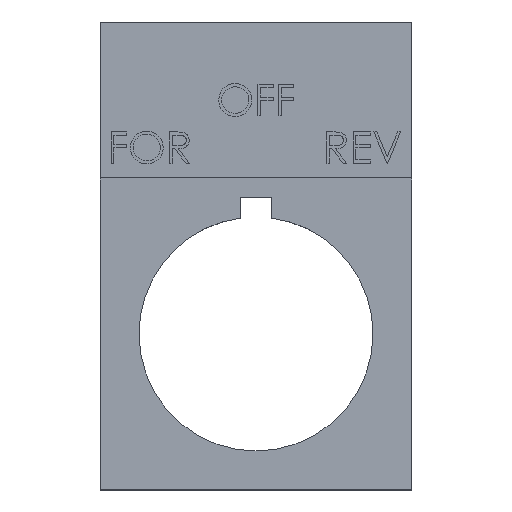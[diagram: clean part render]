
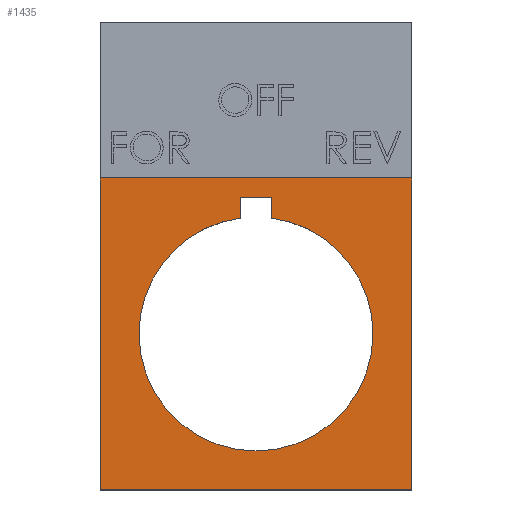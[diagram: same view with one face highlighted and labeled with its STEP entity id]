
A CAD part, top view. The second image highlights one B-rep face of the part: STEP entity #1435.
In plain terms, the highlighted planar face has unit normal (0, 0, 1).
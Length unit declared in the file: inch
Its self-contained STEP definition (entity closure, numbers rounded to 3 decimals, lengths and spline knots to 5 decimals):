
#50 = EDGE_CURVE ( 'NONE', #1251, #6037, #7242, .T. ) ;
#161 = CARTESIAN_POINT ( 'NONE',  ( -0.59055, -0.59055, 0.01969 ) ) ;
#505 = VECTOR ( 'NONE', #5998, 39.37008 ) ;
#585 = DIRECTION ( 'NONE',  ( 0., -1., 0. ) ) ;
#602 = VECTOR ( 'NONE', #2592, 39.37008 ) ;
#658 = VERTEX_POINT ( 'NONE', #5867 ) ;
#725 = CARTESIAN_POINT ( 'NONE',  ( 0., 0., 0.01969 ) ) ;
#851 = CARTESIAN_POINT ( 'NONE',  ( -0.59055, 1.1811, 0.01969 ) ) ;
#858 = VERTEX_POINT ( 'NONE', #6494 ) ;
#875 = DIRECTION ( 'NONE',  ( 1., 0., 0. ) ) ;
#955 = ORIENTED_EDGE ( 'NONE', *, *, #2480, .T. ) ;
#975 = EDGE_CURVE ( 'NONE', #7535, #2897, #3771, .T. ) ;
#1030 = AXIS2_PLACEMENT_3D ( 'NONE', #725, #5359, #1910 ) ;
#1058 = ORIENTED_EDGE ( 'NONE', *, *, #4512, .T. ) ;
#1169 = CIRCLE ( 'NONE', #1641, 0.44291 ) ;
#1251 = VERTEX_POINT ( 'NONE', #1372 ) ;
#1284 = VECTOR ( 'NONE', #6538, 39.37008 ) ;
#1304 = DIRECTION ( 'NONE',  ( 0., 0., -1. ) ) ;
#1307 = EDGE_CURVE ( 'NONE', #6037, #3517, #2700, .T. ) ;
#1314 = CARTESIAN_POINT ( 'NONE',  ( 0.19685, 0.59055, 0.01969 ) ) ;
#1354 = CARTESIAN_POINT ( 'NONE',  ( 0.05906, 0.43896, 0.01969 ) ) ;
#1372 = CARTESIAN_POINT ( 'NONE',  ( 0.05906, 0.43896, 0.01969 ) ) ;
#1394 = DIRECTION ( 'NONE',  ( 0., 1., 0. ) ) ;
#1435 = ADVANCED_FACE ( 'NONE', ( #4136, #3054 ), #2022, .T. ) ;
#1462 = CARTESIAN_POINT ( 'NONE',  ( -0.05906, 0.5177, 0.01969 ) ) ;
#1551 = B_SPLINE_CURVE_WITH_KNOTS ( 'NONE', 3,
 ( #5323, #1314, #6531, #5345 ),
 .UNSPECIFIED., .F., .F.,
 ( 4, 4 ),
 ( 0., 1. ),
 .UNSPECIFIED. ) ;
#1563 = VERTEX_POINT ( 'NONE', #6803 ) ;
#1605 = AXIS2_PLACEMENT_3D ( 'NONE', #5559, #7344, #875 ) ;
#1641 = AXIS2_PLACEMENT_3D ( 'NONE', #1839, #1304, #5895 ) ;
#1839 = CARTESIAN_POINT ( 'NONE',  ( 0., 0., 0.01969 ) ) ;
#1910 = DIRECTION ( 'NONE',  ( 1., 0., 0. ) ) ;
#2022 = PLANE ( 'NONE',  #1605 ) ;
#2027 = CARTESIAN_POINT ( 'NONE',  ( -0.05906, 0.5177, 0.01969 ) ) ;
#2224 = CARTESIAN_POINT ( 'NONE',  ( 0.05906, 0.5177, 0.01969 ) ) ;
#2390 = DIRECTION ( 'NONE',  ( 1., 0., 0. ) ) ;
#2480 = EDGE_CURVE ( 'NONE', #3517, #7535, #1169, .T. ) ;
#2592 = DIRECTION ( 'NONE',  ( 0., 1., 0. ) ) ;
#2660 = EDGE_CURVE ( 'NONE', #1563, #858, #3888, .T. ) ;
#2700 = CIRCLE ( 'NONE', #1030, 0.44291 ) ;
#2726 = ORIENTED_EDGE ( 'NONE', *, *, #3597, .T. ) ;
#2739 = LINE ( 'NONE', #161, #1284 ) ;
#2764 = EDGE_LOOP ( 'NONE', ( #1058, #2726, #6715, #6403, #955, #7245 ) ) ;
#2872 = EDGE_LOOP ( 'NONE', ( #4330, #6587, #4394, #4894 ) ) ;
#2897 = VERTEX_POINT ( 'NONE', #1462 ) ;
#2966 = CARTESIAN_POINT ( 'NONE',  ( 0.59055, -0.59055, 0.01969 ) ) ;
#3054 = FACE_OUTER_BOUND ( 'NONE', #2872, .T. ) ;
#3101 = EDGE_CURVE ( 'NONE', #658, #3525, #6275, .T. ) ;
#3162 = EDGE_CURVE ( 'NONE', #658, #858, #1551, .T. ) ;
#3382 = VECTOR ( 'NONE', #585, 39.37008 ) ;
#3517 = VERTEX_POINT ( 'NONE', #4731 ) ;
#3525 = VERTEX_POINT ( 'NONE', #6485 ) ;
#3558 = LINE ( 'NONE', #4673, #5346 ) ;
#3597 = EDGE_CURVE ( 'NONE', #7187, #1251, #7352, .T. ) ;
#3599 = CARTESIAN_POINT ( 'NONE',  ( -0.05906, 0.43896, 0.01969 ) ) ;
#3771 = LINE ( 'NONE', #2027, #6830 ) ;
#3888 = LINE ( 'NONE', #851, #602 ) ;
#4136 = FACE_BOUND ( 'NONE', #2764, .T. ) ;
#4217 = CARTESIAN_POINT ( 'NONE',  ( 0., 0., 0.01969 ) ) ;
#4330 = ORIENTED_EDGE ( 'NONE', *, *, #6977, .F. ) ;
#4394 = ORIENTED_EDGE ( 'NONE', *, *, #3162, .T. ) ;
#4512 = EDGE_CURVE ( 'NONE', #2897, #7187, #3558, .T. ) ;
#4670 = DIRECTION ( 'NONE',  ( 0., 0., -1. ) ) ;
#4673 = CARTESIAN_POINT ( 'NONE',  ( 0.05906, 0.5177, 0.01969 ) ) ;
#4731 = CARTESIAN_POINT ( 'NONE',  ( -0.44291, 0., 0.01969 ) ) ;
#4894 = ORIENTED_EDGE ( 'NONE', *, *, #2660, .F. ) ;
#5323 = CARTESIAN_POINT ( 'NONE',  ( 0.59055, 0.59055, 0.01969 ) ) ;
#5345 = CARTESIAN_POINT ( 'NONE',  ( -0.59055, 0.59055, 0.01969 ) ) ;
#5346 = VECTOR ( 'NONE', #5856, 39.37008 ) ;
#5359 = DIRECTION ( 'NONE',  ( 0., 0., -1. ) ) ;
#5559 = CARTESIAN_POINT ( 'NONE',  ( 0., 0.29528, 0.01969 ) ) ;
#5856 = DIRECTION ( 'NONE',  ( 1., 0., 0. ) ) ;
#5867 = CARTESIAN_POINT ( 'NONE',  ( 0.59055, 0.59055, 0.01969 ) ) ;
#5895 = DIRECTION ( 'NONE',  ( 1., 0., 0. ) ) ;
#5998 = DIRECTION ( 'NONE',  ( 0., -1., 0. ) ) ;
#6037 = VERTEX_POINT ( 'NONE', #6552 ) ;
#6275 = LINE ( 'NONE', #2966, #3382 ) ;
#6403 = ORIENTED_EDGE ( 'NONE', *, *, #1307, .T. ) ;
#6485 = CARTESIAN_POINT ( 'NONE',  ( 0.59055, -0.59055, 0.01969 ) ) ;
#6494 = CARTESIAN_POINT ( 'NONE',  ( -0.59055, 0.59055, 0.01969 ) ) ;
#6531 = CARTESIAN_POINT ( 'NONE',  ( -0.19685, 0.59055, 0.01969 ) ) ;
#6538 = DIRECTION ( 'NONE',  ( -1., 0., 0. ) ) ;
#6552 = CARTESIAN_POINT ( 'NONE',  ( 0.44291, 0., 0.01969 ) ) ;
#6587 = ORIENTED_EDGE ( 'NONE', *, *, #3101, .F. ) ;
#6715 = ORIENTED_EDGE ( 'NONE', *, *, #50, .T. ) ;
#6803 = CARTESIAN_POINT ( 'NONE',  ( -0.59055, -0.59055, 0.01969 ) ) ;
#6830 = VECTOR ( 'NONE', #1394, 39.37008 ) ;
#6977 = EDGE_CURVE ( 'NONE', #3525, #1563, #2739, .T. ) ;
#7124 = AXIS2_PLACEMENT_3D ( 'NONE', #4217, #4670, #2390 ) ;
#7187 = VERTEX_POINT ( 'NONE', #2224 ) ;
#7242 = CIRCLE ( 'NONE', #7124, 0.44291 ) ;
#7245 = ORIENTED_EDGE ( 'NONE', *, *, #975, .T. ) ;
#7344 = DIRECTION ( 'NONE',  ( 0., 0., 1. ) ) ;
#7352 = LINE ( 'NONE', #1354, #505 ) ;
#7535 = VERTEX_POINT ( 'NONE', #3599 ) ;
